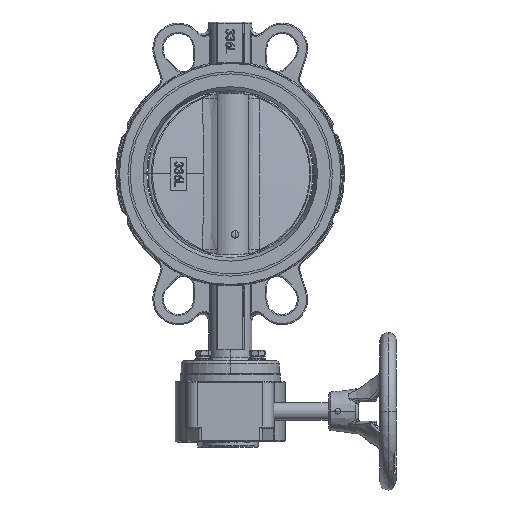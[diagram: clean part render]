
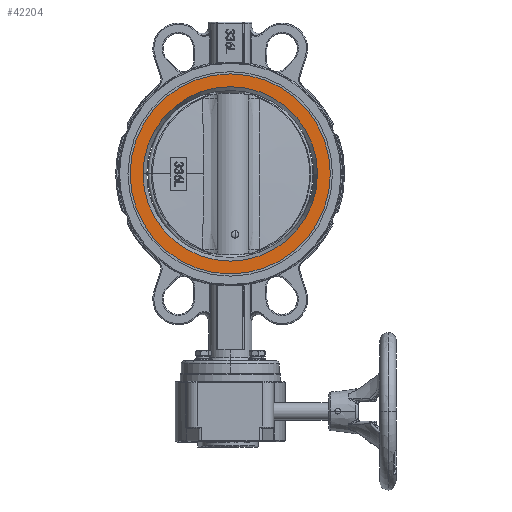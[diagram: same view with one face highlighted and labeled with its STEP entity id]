
A CAD part, top view. The second image highlights one B-rep face of the part: STEP entity #42204.
In plain terms, the highlighted planar face has unit normal (0, 0, 1).
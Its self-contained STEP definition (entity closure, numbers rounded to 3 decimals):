
#2254 = CIRCLE ( 'NONE', #8965, 92.2 ) ;
#4661 = CARTESIAN_POINT ( 'NONE',  ( -80.376, 0., 29.55 ) ) ;
#7119 = DIRECTION ( 'NONE',  ( 1., 0., 0. ) ) ;
#8965 = AXIS2_PLACEMENT_3D ( 'NONE', #13424, #33129, #7119 ) ;
#13424 = CARTESIAN_POINT ( 'NONE',  ( 0., 0., 29.55 ) ) ;
#14175 = DIRECTION ( 'NONE',  ( 0., 0., 1. ) ) ;
#15669 = DIRECTION ( 'NONE',  ( 0., 0., 1. ) ) ;
#20087 = EDGE_CURVE ( 'NONE', #26712, #62062, #2254, .T. ) ;
#22008 = DIRECTION ( 'NONE',  ( 0., 0., -1. ) ) ;
#22992 = CIRCLE ( 'NONE', #67294, 92.2 ) ;
#23227 = CIRCLE ( 'NONE', #60836, 80.376 ) ;
#24537 = VERTEX_POINT ( 'NONE', #4661 ) ;
#26712 = VERTEX_POINT ( 'NONE', #35841 ) ;
#28782 = VERTEX_POINT ( 'NONE', #53896 ) ;
#30206 = DIRECTION ( 'NONE',  ( 1., 0., 0. ) ) ;
#31043 = DIRECTION ( 'NONE',  ( 0., 0., 1. ) ) ;
#32640 = CARTESIAN_POINT ( 'NONE',  ( 0., 0., 29.55 ) ) ;
#33129 = DIRECTION ( 'NONE',  ( 0., 0., 1. ) ) ;
#35841 = CARTESIAN_POINT ( 'NONE',  ( 92.2, 0., 29.55 ) ) ;
#37779 = CARTESIAN_POINT ( 'NONE',  ( 0., 0., 29.55 ) ) ;
#38402 = EDGE_CURVE ( 'NONE', #62062, #26712, #22992, .T. ) ;
#41309 = DIRECTION ( 'NONE',  ( 1., 0., 0. ) ) ;
#42204 = ADVANCED_FACE ( 'NONE', ( #79169, #78352 ), #66185, .F. ) ;
#44943 = EDGE_CURVE ( 'NONE', #28782, #24537, #23227, .T. ) ;
#44957 = ORIENTED_EDGE ( 'NONE', *, *, #20087, .T. ) ;
#47668 = DIRECTION ( 'NONE',  ( -1., 0., 0. ) ) ;
#53896 = CARTESIAN_POINT ( 'NONE',  ( 80.376, 0., 29.55 ) ) ;
#56230 = EDGE_LOOP ( 'NONE', ( #82840, #69147 ) ) ;
#58715 = DIRECTION ( 'NONE',  ( 1., 0., 0. ) ) ;
#60479 = CIRCLE ( 'NONE', #61795, 80.376 ) ;
#60836 = AXIS2_PLACEMENT_3D ( 'NONE', #67349, #15669, #41309 ) ;
#61795 = AXIS2_PLACEMENT_3D ( 'NONE', #32640, #14175, #58715 ) ;
#62062 = VERTEX_POINT ( 'NONE', #78871 ) ;
#66185 = PLANE ( 'NONE',  #67355 ) ;
#67294 = AXIS2_PLACEMENT_3D ( 'NONE', #37779, #31043, #30206 ) ;
#67349 = CARTESIAN_POINT ( 'NONE',  ( 0., 0., 29.55 ) ) ;
#67355 = AXIS2_PLACEMENT_3D ( 'NONE', #72060, #22008, #47668 ) ;
#69147 = ORIENTED_EDGE ( 'NONE', *, *, #74264, .F. ) ;
#72060 = CARTESIAN_POINT ( 'NONE',  ( -80.376, 0., 29.55 ) ) ;
#72441 = ORIENTED_EDGE ( 'NONE', *, *, #38402, .T. ) ;
#74264 = EDGE_CURVE ( 'NONE', #24537, #28782, #60479, .T. ) ;
#77704 = EDGE_LOOP ( 'NONE', ( #44957, #72441 ) ) ;
#78352 = FACE_OUTER_BOUND ( 'NONE', #77704, .T. ) ;
#78871 = CARTESIAN_POINT ( 'NONE',  ( -92.2, 0., 29.55 ) ) ;
#79169 = FACE_BOUND ( 'NONE', #56230, .T. ) ;
#82840 = ORIENTED_EDGE ( 'NONE', *, *, #44943, .F. ) ;
